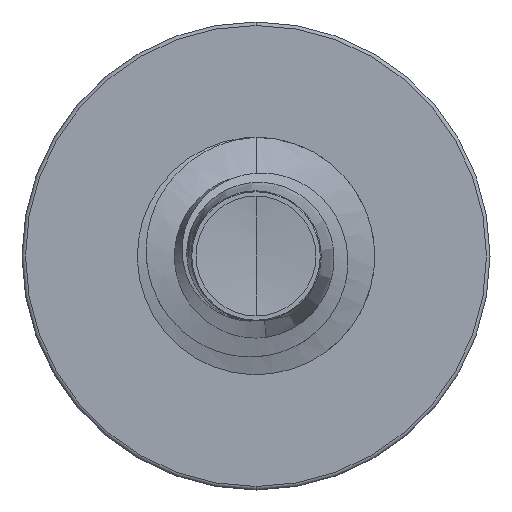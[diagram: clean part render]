
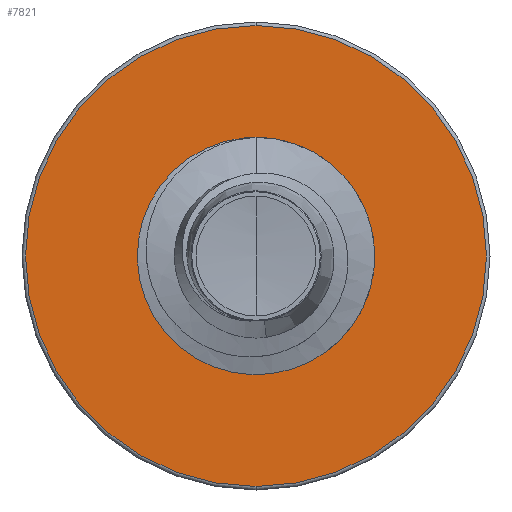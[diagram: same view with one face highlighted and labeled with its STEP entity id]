
A CAD part, front view. The second image highlights one B-rep face of the part: STEP entity #7821.
In plain terms, the highlighted planar face has unit normal (0, -1, 0).
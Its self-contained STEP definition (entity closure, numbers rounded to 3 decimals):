
#238 = CARTESIAN_POINT ( 'NONE',  ( 0., 3.5, -1.722 ) ) ;
#957 = CARTESIAN_POINT ( 'NONE',  ( 0., 3.5, -3.397 ) ) ;
#1098 = AXIS2_PLACEMENT_3D ( 'NONE', #4182, #4180, #4161 ) ;
#1161 = CIRCLE ( 'NONE', #7163, 1.722 ) ;
#1363 = EDGE_CURVE ( 'NONE', #8195, #7987, #1161, .T. ) ;
#1723 = DIRECTION ( 'NONE',  ( 0., 0., 1. ) ) ;
#1753 = DIRECTION ( 'NONE',  ( 0., 1., 0. ) ) ;
#1764 = CARTESIAN_POINT ( 'NONE',  ( 0., 3.5, 0. ) ) ;
#1940 = AXIS2_PLACEMENT_3D ( 'NONE', #238, #7564, #3742 ) ;
#2033 = ORIENTED_EDGE ( 'NONE', *, *, #3409, .F. ) ;
#2280 = ORIENTED_EDGE ( 'NONE', *, *, #5064, .F. ) ;
#2651 = DIRECTION ( 'NONE',  ( 0., 1., 0. ) ) ;
#2980 = CARTESIAN_POINT ( 'NONE',  ( 0., 3.5, 0. ) ) ;
#3126 = ORIENTED_EDGE ( 'NONE', *, *, #1363, .T. ) ;
#3359 = DIRECTION ( 'NONE',  ( 0., 0., 1. ) ) ;
#3409 = EDGE_CURVE ( 'NONE', #5844, #7027, #7972, .T. ) ;
#3561 = AXIS2_PLACEMENT_3D ( 'NONE', #1764, #1753, #1723 ) ;
#3643 = CARTESIAN_POINT ( 'NONE',  ( 0., 3.5, 0. ) ) ;
#3727 = ORIENTED_EDGE ( 'NONE', *, *, #3996, .T. ) ;
#3738 = CARTESIAN_POINT ( 'NONE',  ( 0., 3.5, 1.722 ) ) ;
#3742 = DIRECTION ( 'NONE',  ( 0., 0., 1. ) ) ;
#3996 = EDGE_CURVE ( 'NONE', #7987, #8195, #8209, .T. ) ;
#4161 = DIRECTION ( 'NONE',  ( 0., 0., 1. ) ) ;
#4180 = DIRECTION ( 'NONE',  ( 0., 1., 0. ) ) ;
#4182 = CARTESIAN_POINT ( 'NONE',  ( 0., 3.5, 0. ) ) ;
#4184 = FACE_OUTER_BOUND ( 'NONE', #8166, .T. ) ;
#5064 = EDGE_CURVE ( 'NONE', #7027, #5844, #5500, .T. ) ;
#5315 = FACE_BOUND ( 'NONE', #7132, .T. ) ;
#5500 = CIRCLE ( 'NONE', #7421, 3.397 ) ;
#5810 = CARTESIAN_POINT ( 'NONE',  ( 0., 3.5, 3.398 ) ) ;
#5844 = VERTEX_POINT ( 'NONE', #957 ) ;
#6123 = DIRECTION ( 'NONE',  ( 0., 1., 0. ) ) ;
#6799 = CARTESIAN_POINT ( 'NONE',  ( 0., 3.5, -1.722 ) ) ;
#7027 = VERTEX_POINT ( 'NONE', #5810 ) ;
#7132 = EDGE_LOOP ( 'NONE', ( #3126, #3727 ) ) ;
#7163 = AXIS2_PLACEMENT_3D ( 'NONE', #2980, #2651, #3359 ) ;
#7180 = PLANE ( 'NONE',  #1940 ) ;
#7321 = DIRECTION ( 'NONE',  ( 0., 0., 1. ) ) ;
#7421 = AXIS2_PLACEMENT_3D ( 'NONE', #3643, #6123, #7321 ) ;
#7564 = DIRECTION ( 'NONE',  ( 0., 1., 0. ) ) ;
#7821 = ADVANCED_FACE ( 'NONE', ( #4184, #5315 ), #7180, .F. ) ;
#7972 = CIRCLE ( 'NONE', #3561, 3.397 ) ;
#7987 = VERTEX_POINT ( 'NONE', #6799 ) ;
#8166 = EDGE_LOOP ( 'NONE', ( #2280, #2033 ) ) ;
#8195 = VERTEX_POINT ( 'NONE', #3738 ) ;
#8209 = CIRCLE ( 'NONE', #1098, 1.722 ) ;
